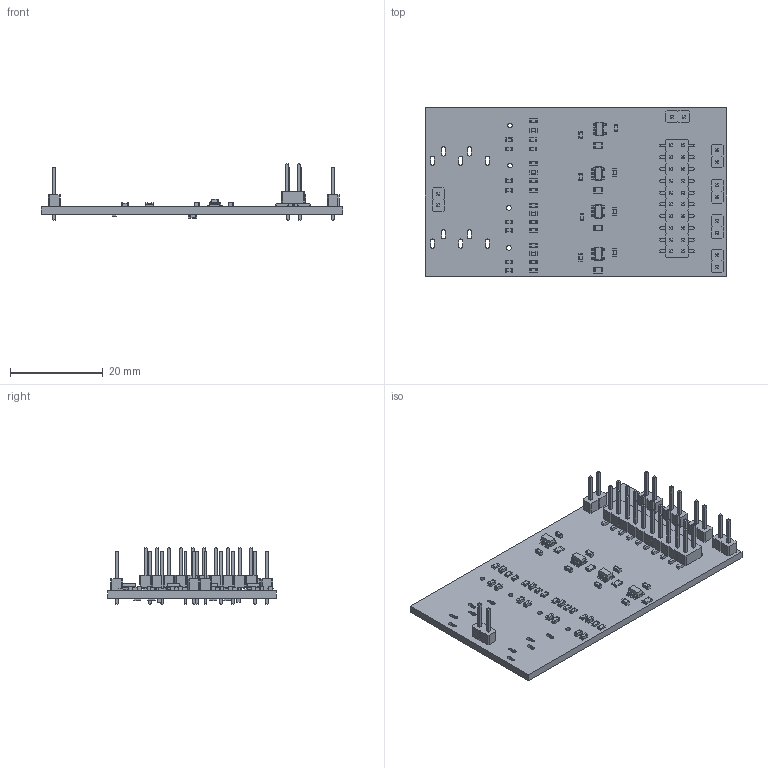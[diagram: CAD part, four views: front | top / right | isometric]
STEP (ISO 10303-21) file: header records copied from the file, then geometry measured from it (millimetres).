
FILE_DESCRIPTION(('KiCad electronic assembly'),'2;1');
FILE_NAME('haptics_driver.step','2024-08-15T20:16:23',('Pcbnew'),( 'Kicad'),'Open CASCADE STEP processor 7.7','KiCad to STEP converter' ,'Unknown');
FILE_SCHEMA(('AUTOMOTIVE_DESIGN { 1 0 10303 214 1 1 1 1 }'));
Length unit declared in the file: millimetre
Products named in the file (14): haptics_driver 1; C_0603_1608Metric; R_0603_1608Metric; R_0805_2012Metric; SOT-23-5; SOT_23_5; PinHeader_1x02_P2.54mm_Vertical; PinHeader_1x02_P254mm_Vertical; PinHeader_2x10_P2.54mm_Vertical_SMD; PinHeader_2x10_P254mm_Vertical_SMD; haptics_driver_PCB
Assembly tree (60 placements, depth 3):
  haptics_driver 1
    C_0603_1608Metric  x22
      C_0603_1608Metric
    R_0603_1608Metric  x16
      R_0603_1608Metric
    R_0805_2012Metric  x4
      R_0805_2012Metric
    SOT-23-5  x4
      SOT_23_5
    PinHeader_1x02_P2.54mm_Vertical  x6
      PinHeader_1x02_P254mm_Vertical
    PinHeader_2x10_P2.54mm_Vertical_SMD
      PinHeader_2x10_P254mm_Vertical_SMD
    haptics_driver_PCB
Bounding box: 65.02 x 36.32 x 12.3 mm (x, y, z)
Volume: 4426.2 mm3; surface area: 7016.7 mm2
Topology: 54 solids, 54 shells, 2430 faces, 6130 edges, 3916 vertices
Faces by surface type: plane 1754, cylinder 560, bspline 116
Full cylindrical faces by diameter (mm): 1 x16
Entity records: 28529 total; most frequent: CARTESIAN_POINT 4146, ORIENTED_EDGE 3906, DIRECTION 3767, EDGE_CURVE 1953, LINE 1713, VECTOR 1713, VERTEX_POINT 1226, AXIS2_PLACEMENT_3D 1027
